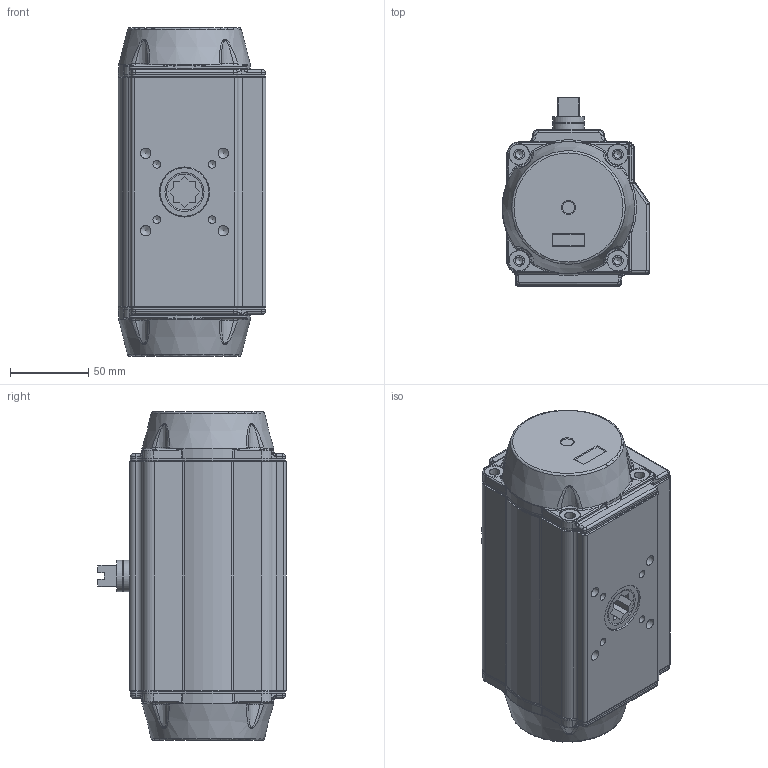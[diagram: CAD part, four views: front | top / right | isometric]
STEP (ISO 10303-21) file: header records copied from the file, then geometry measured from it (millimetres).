
FILE_DESCRIPTION(/* description */ ('Unknown'),/* implementation_level */ '2;1');
FILE_NAME(/* name */ 'PD04_PE03',/* time_stamp */ '2022-02-21T12:39:02+01:00',/* author */ ('Unknown'),/* organization */ ('Unknown'),/* preprocessor_version */ 'ST-DEVELOPER v16.7',/* originating_system */ 'Solid Edge',/* authorisation */ 'Unknown');
FILE_SCHEMA (('AP203_CONFIGURATION_CONTROLLED_3D_DESIGN_OF_MECHANICAL_PARTS_AND_ASSEMBLIES_MIM_LF { 1 0 10303 203 3 1 4 }','AP242_MANAGED_MODEL_BASED_3D_ENGINEERING_MIM_LF { 1 0 10303 442 1 1 4 }','AUTOMOTIVE_DESIGN {1 0 10303 214 3 1 1}'));
Products named in the file (6): PD04_PE03; vt75-2016-06-25; VTE75埴詰; vt75-2016-06-25  酘傷裔; huosai75; Welle
Assembly tree (6 placements, depth 2):
  PD04_PE03
    vt75-2016-06-25
    VTE75埴詰
    vt75-2016-06-25  酘傷裔
    huosai75  x2
    Welle
Bounding box: 94.39 x 120.3 x 210 mm (x, y, z)
Volume: 866768.2 mm3; surface area: 246400.8 mm2
Topology: 6 solids, 6 shells, 2218 faces, 5439 edges, 3302 vertices
Faces by surface type: plane 577, cylinder 567, bspline 532, torus 355, cone 155, sphere 32
Full cylindrical faces by diameter (mm): 4.134 x8, 4.917 x13, 5.5 x1, 6.647 x6, 11.445 x2, 12 x2, 13 x10, 16.2 x1, 16.4 x1, 18 x2, 18.7 x1, 20 x7, 21 x12, 23 x2, 28.2 x1, 28.4 x1, 31.5 x1, 32 x4, 67 x2, 69.4 x2, 72 x2, 74.4 x6, 75 x1
Entity records: 72695 total; most frequent: CARTESIAN_POINT 36004, ORIENTED_EDGE 8188, DIRECTION 6329, EDGE_CURVE 4094, VERTEX_POINT 2631, AXIS2_PLACEMENT_3D 2495, FACE_BOUND 2127, EDGE_LOOP 2111
